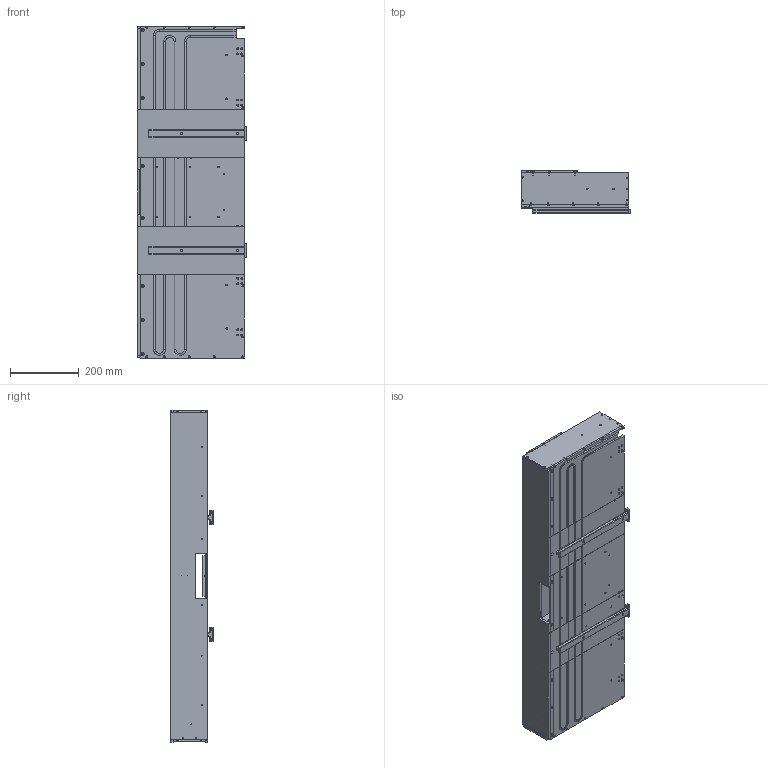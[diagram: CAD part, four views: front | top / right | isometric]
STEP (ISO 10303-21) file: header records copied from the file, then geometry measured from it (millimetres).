
FILE_DESCRIPTION(/* description */ (''),/* implementation_level */ '2;1');
FILE_NAME(/* name */ 'Rbx Ensamble.stp',/* time_stamp */ '2019-11-05T09:08:59-08:00',/* author */ ('david'),/* organization */ (''),/* preprocessor_version */ 'ST-DEVELOPER v16.5',/* originating_system */ 'Autodesk Inventor 2017',/* authorisation */ '');
FILE_SCHEMA (('AUTOMOTIVE_DESIGN { 1 0 10303 214 3 1 1 }'));
Length unit declared in the file: inch
Products named in the file (18): Rbx Ensamble; Floor; Roof; Backlplane; Side Plate HV; Side Plate; Center Channel; Center Support Bracket; T Nut; Plate Retainer T Nut; Spcer UC Connector; HB Backplane; HV Distributor; Manifold; Insulator Box; Guide Rail CCM Side; Guide Rail Plunger Side; tuberia
Assembly tree (21 placements, depth 2):
  Rbx Ensamble
    Floor
    Roof
    Backlplane
    Side Plate HV
    Side Plate
    Center Channel
    Center Support Bracket
    T Nut  x2
    Plate Retainer T Nut  x2
    Spcer UC Connector  x2
    HB Backplane
    HV Distributor
    Insulator Box  x2
    Manifold
    Guide Rail CCM Side
    Guide Rail Plunger Side
    tuberia
Bounding box: 319.35 x 122.73 x 964.95 mm (x, y, z)
Volume: 4363150.2 mm3; surface area: 1957037.4 mm2
Topology: 21 solids, 21 shells, 906 faces, 2559 edges, 1712 vertices
Faces by surface type: plane 416, cylinder 393, cone 77, torus 20
Full cylindrical faces by diameter (mm): 1.981 x16, 2.032 x2, 2.489 x12, 2.743 x41, 2.794 x2, 2.997 x10, 3.175 x6, 3.378 x7, 3.48 x2, 3.505 x12, 3.734 x2, 3.988 x6, 4.064 x3, 4.496 x34, 4.75 x5, 4.762 x6, 4.775 x6, 5.156 x6, 5.207 x20, 5.537 x6, 5.563 x2, 5.994 x20, 6.426 x4, 8.433 x12, 8.509 x4, 9.525 x12, 11.913 x8, 12.7 x2
Entity records: 25697 total; most frequent: DIRECTION 4447, CARTESIAN_POINT 4242, ORIENTED_EDGE 3738, EDGE_CURVE 1866, AXIS2_PLACEMENT_3D 1698, EDGE_LOOP 1593, VERTEX_POINT 1407, LINE 1051
